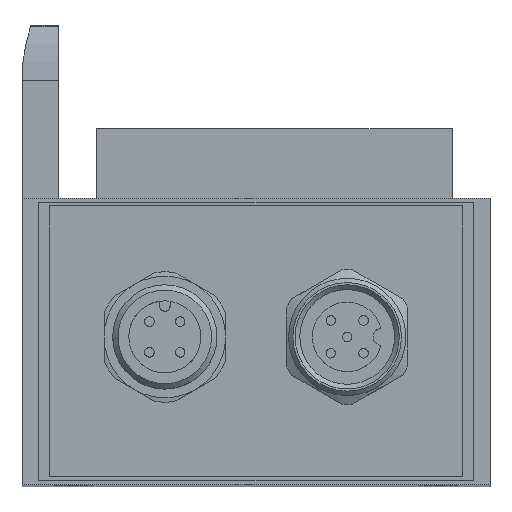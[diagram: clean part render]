
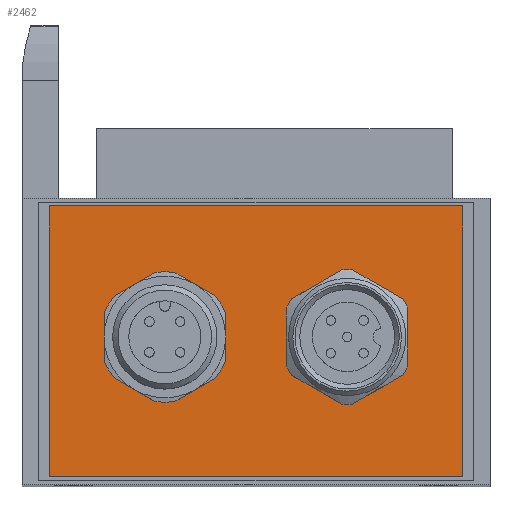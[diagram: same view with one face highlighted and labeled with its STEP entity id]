
A CAD part, top view. The second image highlights one B-rep face of the part: STEP entity #2462.
In plain terms, the highlighted planar face has unit normal (0, 0, 1).
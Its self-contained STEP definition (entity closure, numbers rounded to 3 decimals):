
#63=PLANE('',#2743);
#183=LINE('',#4164,#325);
#186=LINE('',#4170,#328);
#188=LINE('',#4174,#330);
#189=LINE('',#4176,#331);
#325=VECTOR('',#3268,1000.);
#328=VECTOR('',#3273,1000.);
#330=VECTOR('',#3277,1000.);
#331=VECTOR('',#3280,1000.);
#793=ORIENTED_EDGE('',*,*,#1261,.T.);
#794=ORIENTED_EDGE('',*,*,#1249,.T.);
#795=ORIENTED_EDGE('',*,*,#1241,.T.);
#796=ORIENTED_EDGE('',*,*,#1246,.T.);
#797=ORIENTED_EDGE('',*,*,#1255,.T.);
#798=ORIENTED_EDGE('',*,*,#1259,.T.);
#799=ORIENTED_EDGE('',*,*,#1357,.T.);
#800=ORIENTED_EDGE('',*,*,#1360,.T.);
#801=ORIENTED_EDGE('',*,*,#1362,.T.);
#802=ORIENTED_EDGE('',*,*,#1363,.T.);
#803=ORIENTED_EDGE('',*,*,#1218,.T.);
#1218=EDGE_CURVE('',#1550,#1550,#1778,.T.);
#1241=EDGE_CURVE('',#1567,#1565,#1790,.T.);
#1246=EDGE_CURVE('',#1565,#1571,#1793,.T.);
#1249=EDGE_CURVE('',#1573,#1567,#1794,.T.);
#1255=EDGE_CURVE('',#1571,#1577,#1797,.T.);
#1259=EDGE_CURVE('',#1577,#1580,#1799,.T.);
#1261=EDGE_CURVE('',#1580,#1573,#1800,.T.);
#1357=EDGE_CURVE('',#1652,#1651,#183,.T.);
#1360=EDGE_CURVE('',#1651,#1653,#186,.T.);
#1362=EDGE_CURVE('',#1653,#1654,#188,.T.);
#1363=EDGE_CURVE('',#1654,#1652,#189,.T.);
#1550=VERTEX_POINT('',#3817);
#1565=VERTEX_POINT('',#3885);
#1567=VERTEX_POINT('',#3888);
#1571=VERTEX_POINT('',#3903);
#1573=VERTEX_POINT('',#3916);
#1577=VERTEX_POINT('',#3935);
#1580=VERTEX_POINT('',#3949);
#1651=VERTEX_POINT('',#4163);
#1652=VERTEX_POINT('',#4165);
#1653=VERTEX_POINT('',#4169);
#1654=VERTEX_POINT('',#4173);
#1778=CIRCLE('',#2629,6.75);
#1790=CIRCLE('',#2645,7.);
#1793=CIRCLE('',#2649,7.);
#1794=CIRCLE('',#2651,7.);
#1797=CIRCLE('',#2655,7.);
#1799=CIRCLE('',#2658,7.);
#1800=CIRCLE('',#2660,7.);
#2007=EDGE_LOOP('',(#793,#794,#795,#796,#797,#798));
#2008=EDGE_LOOP('',(#799,#800,#801,#802));
#2009=EDGE_LOOP('',(#803));
#2241=FACE_BOUND('',#2007,.T.);
#2242=FACE_BOUND('',#2008,.T.);
#2243=FACE_BOUND('',#2009,.T.);
#2462=ADVANCED_FACE('',(#2241,#2242,#2243),#63,.T.);
#2629=AXIS2_PLACEMENT_3D('',#3816,#2989,#2990);
#2645=AXIS2_PLACEMENT_3D('',#3887,#3025,#3026);
#2649=AXIS2_PLACEMENT_3D('',#3904,#3033,#3034);
#2651=AXIS2_PLACEMENT_3D('',#3915,#3037,#3038);
#2655=AXIS2_PLACEMENT_3D('',#3936,#3045,#3046);
#2658=AXIS2_PLACEMENT_3D('',#3950,#3051,#3052);
#2660=AXIS2_PLACEMENT_3D('',#3957,#3055,#3056);
#2743=AXIS2_PLACEMENT_3D('',#4177,#3281,#3282);
#2989=DIRECTION('',(0.,0.,-1.));
#2990=DIRECTION('',(-1.,0.,0.));
#3025=DIRECTION('',(0.,0.,-1.));
#3026=DIRECTION('',(-1.,0.,0.));
#3033=DIRECTION('',(0.,0.,-1.));
#3034=DIRECTION('',(-1.,0.,0.));
#3037=DIRECTION('',(0.,0.,-1.));
#3038=DIRECTION('',(-1.,0.,0.));
#3045=DIRECTION('',(0.,0.,-1.));
#3046=DIRECTION('',(-1.,0.,0.));
#3051=DIRECTION('',(0.,0.,-1.));
#3052=DIRECTION('',(-1.,0.,0.));
#3055=DIRECTION('',(0.,0.,-1.));
#3056=DIRECTION('',(-1.,0.,0.));
#3268=DIRECTION('',(-1.,0.,0.));
#3273=DIRECTION('',(0.,-1.,0.));
#3277=DIRECTION('',(1.,0.,0.));
#3280=DIRECTION('',(0.,1.,0.));
#3281=DIRECTION('',(0.,0.,1.));
#3282=DIRECTION('',(1.,0.,0.));
#3816=CARTESIAN_POINT('',(10.5,17.,82.5));
#3817=CARTESIAN_POINT('',(3.75,17.,82.5));
#3885=CARTESIAN_POINT('',(-14.,23.062,82.5));
#3887=CARTESIAN_POINT('',(-10.5,17.,82.5));
#3888=CARTESIAN_POINT('',(-17.5,17.,82.5));
#3903=CARTESIAN_POINT('',(-7.,23.062,82.5));
#3904=CARTESIAN_POINT('',(-10.5,17.,82.5));
#3915=CARTESIAN_POINT('',(-10.5,17.,82.5));
#3916=CARTESIAN_POINT('',(-14.,10.938,82.5));
#3935=CARTESIAN_POINT('',(-3.5,17.,82.5));
#3936=CARTESIAN_POINT('',(-10.5,17.,82.5));
#3949=CARTESIAN_POINT('',(-7.,10.938,82.5));
#3950=CARTESIAN_POINT('',(-10.5,17.,82.5));
#3957=CARTESIAN_POINT('',(-10.5,17.,82.5));
#4163=CARTESIAN_POINT('',(-23.8,32.1,82.5));
#4164=CARTESIAN_POINT('',(23.8,32.1,82.5));
#4165=CARTESIAN_POINT('',(23.8,32.1,82.5));
#4169=CARTESIAN_POINT('',(-23.8,0.9,82.5));
#4170=CARTESIAN_POINT('',(-23.8,32.1,82.5));
#4173=CARTESIAN_POINT('',(23.8,0.9,82.5));
#4174=CARTESIAN_POINT('',(-23.8,0.9,82.5));
#4176=CARTESIAN_POINT('',(23.8,0.9,82.5));
#4177=CARTESIAN_POINT('',(0.,0.,82.5));
